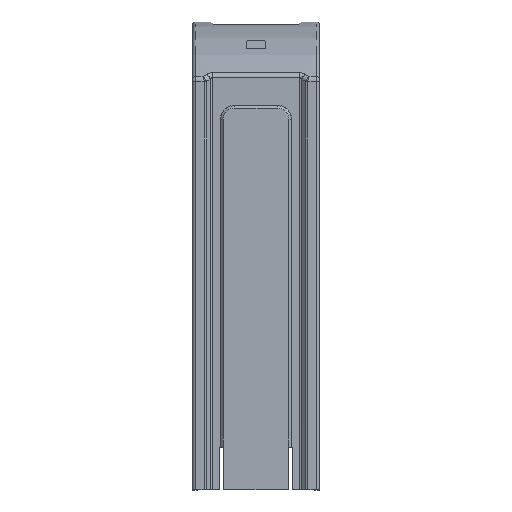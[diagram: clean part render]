
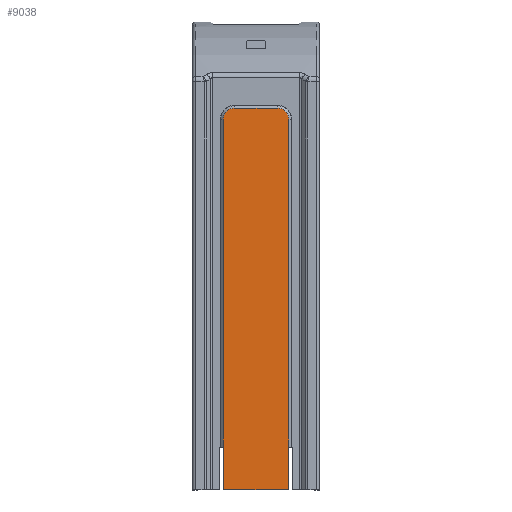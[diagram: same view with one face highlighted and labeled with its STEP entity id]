
A CAD part, top view. The second image highlights one B-rep face of the part: STEP entity #9038.
In plain terms, the highlighted planar face has unit normal (0, 0, 1).
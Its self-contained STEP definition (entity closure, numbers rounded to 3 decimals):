
#3291=DIRECTION('',(0.,-1.,0.));
#3292=VECTOR('',#3291,15.);
#3293=CARTESIAN_POINT('',(-11.3,-65.,37.2));
#3294=LINE('',#3293,#3292);
#3336=DIRECTION('',(0.,-1.,0.));
#3337=VECTOR('',#3336,15.);
#3338=CARTESIAN_POINT('',(11.3,-65.,37.2));
#3339=LINE('',#3338,#3337);
#3340=DIRECTION('',(-1.,0.,0.));
#3341=VECTOR('',#3340,22.6);
#3342=CARTESIAN_POINT('',(11.3,-80.,37.2));
#3343=LINE('',#3342,#3341);
#3344=DIRECTION('',(-1.,0.,0.));
#3345=VECTOR('',#3344,0.2);
#3346=CARTESIAN_POINT('',(-11.3,-65.,37.2));
#3347=LINE('',#3346,#3345);
#3348=DIRECTION('',(0.,1.,0.));
#3349=VECTOR('',#3348,115.);
#3350=CARTESIAN_POINT('',(-11.5,-65.,37.2));
#3351=LINE('',#3350,#3349);
#3352=CARTESIAN_POINT('',(-7.5,50.,37.2));
#3353=DIRECTION('',(0.,0.,-1.));
#3354=DIRECTION('',(-1.,0.,0.));
#3355=AXIS2_PLACEMENT_3D('',#3352,#3353,#3354);
#3357=DIRECTION('',(1.,0.,0.));
#3358=VECTOR('',#3357,15.);
#3359=CARTESIAN_POINT('',(-7.5,54.,37.2));
#3360=LINE('',#3359,#3358);
#3361=CARTESIAN_POINT('',(7.5,50.,37.2));
#3362=DIRECTION('',(0.,0.,-1.));
#3363=DIRECTION('',(0.,1.,0.));
#3364=AXIS2_PLACEMENT_3D('',#3361,#3362,#3363);
#3366=DIRECTION('',(0.,-1.,0.));
#3367=VECTOR('',#3366,115.);
#3368=CARTESIAN_POINT('',(11.5,50.,37.2));
#3369=LINE('',#3368,#3367);
#3411=DIRECTION('',(1.,0.,0.));
#3412=VECTOR('',#3411,0.2);
#3413=CARTESIAN_POINT('',(11.3,-65.,37.2));
#3414=LINE('',#3413,#3412);
#5720=CARTESIAN_POINT('',(11.3,-80.,37.2));
#5722=VERTEX_POINT('',#5720);
#5725=CARTESIAN_POINT('',(-11.3,-80.,37.2));
#5726=VERTEX_POINT('',#5725);
#5769=CARTESIAN_POINT('',(11.3,-65.,37.2));
#5770=VERTEX_POINT('',#5769);
#5773=CARTESIAN_POINT('',(-11.3,-65.,37.2));
#5774=VERTEX_POINT('',#5773);
#5775=CARTESIAN_POINT('',(-11.5,-65.,37.2));
#5776=VERTEX_POINT('',#5775);
#5777=CARTESIAN_POINT('',(-11.5,50.,37.2));
#5778=VERTEX_POINT('',#5777);
#5779=CARTESIAN_POINT('',(-7.5,54.,37.2));
#5780=VERTEX_POINT('',#5779);
#5781=CARTESIAN_POINT('',(7.5,54.,37.2));
#5782=VERTEX_POINT('',#5781);
#5783=CARTESIAN_POINT('',(11.5,50.,37.2));
#5784=VERTEX_POINT('',#5783);
#5785=CARTESIAN_POINT('',(11.5,-65.,37.2));
#5786=VERTEX_POINT('',#5785);
#9016=CARTESIAN_POINT('',(-22.25,0.,37.2));
#9017=DIRECTION('',(0.,0.,1.));
#9018=DIRECTION('',(1.,0.,0.));
#9019=AXIS2_PLACEMENT_3D('',#9016,#9017,#9018);
#9020=PLANE('',#9019);
#9021=ORIENTED_EDGE('',*,*,#8919,.T.);
#9022=ORIENTED_EDGE('',*,*,#8936,.T.);
#9023=ORIENTED_EDGE('',*,*,#8950,.F.);
#9024=ORIENTED_EDGE('',*,*,#8965,.T.);
#9026=ORIENTED_EDGE('',*,*,#9025,.T.);
#9027=ORIENTED_EDGE('',*,*,#9006,.T.);
#9029=ORIENTED_EDGE('',*,*,#9028,.T.);
#9031=ORIENTED_EDGE('',*,*,#9030,.T.);
#9033=ORIENTED_EDGE('',*,*,#9032,.T.);
#9035=ORIENTED_EDGE('',*,*,#9034,.F.);
#9036=EDGE_LOOP('',(#9021,#9022,#9023,#9024,#9026,#9027,#9029,#9031,#9033,
#9035));
#9037=FACE_OUTER_BOUND('',#9036,.F.);
#3356=CIRCLE('',#3355,4.);
#3365=CIRCLE('',#3364,4.);
#8919=EDGE_CURVE('',#5770,#5722,#3339,.T.);
#8936=EDGE_CURVE('',#5722,#5726,#3343,.T.);
#8950=EDGE_CURVE('',#5774,#5726,#3294,.T.);
#8965=EDGE_CURVE('',#5774,#5776,#3347,.T.);
#9006=EDGE_CURVE('',#5778,#5780,#3356,.T.);
#9025=EDGE_CURVE('',#5776,#5778,#3351,.T.);
#9028=EDGE_CURVE('',#5780,#5782,#3360,.T.);
#9030=EDGE_CURVE('',#5782,#5784,#3365,.T.);
#9032=EDGE_CURVE('',#5784,#5786,#3369,.T.);
#9034=EDGE_CURVE('',#5770,#5786,#3414,.T.);
#9038=ADVANCED_FACE('',(#9037),#9020,.T.);
